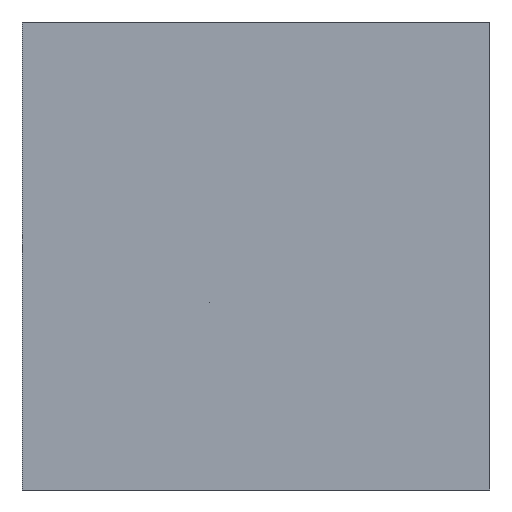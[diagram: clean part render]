
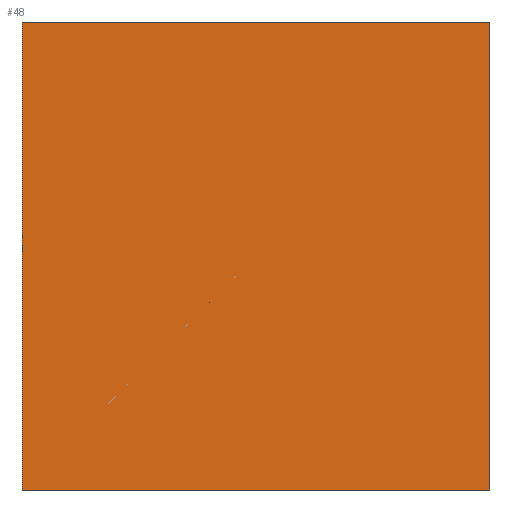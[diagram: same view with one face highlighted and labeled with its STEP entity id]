
A CAD part, front view. The second image highlights one B-rep face of the part: STEP entity #48.
In plain terms, the highlighted planar face has unit normal (0, -1, 0).
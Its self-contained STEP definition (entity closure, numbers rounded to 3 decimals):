
#3 = VECTOR ( 'NONE', #204, 1000. ) ;
#5 = VECTOR ( 'NONE', #215, 1000. ) ;
#6 = LINE ( 'NONE', #178, #5 ) ;
#8 = LINE ( 'NONE', #201, #16 ) ;
#11 = LINE ( 'NONE', #234, #3 ) ;
#16 = VECTOR ( 'NONE', #253, 1000. ) ;
#48 = ADVANCED_FACE ( 'NONE', ( #352 ), #243, .F. ) ;
#67 = EDGE_CURVE ( 'NONE', #258, #138, #11, .T. ) ;
#69 = EDGE_CURVE ( 'NONE', #154, #258, #6, .T. ) ;
#70 = EDGE_CURVE ( 'NONE', #138, #163, #8, .T. ) ;
#82 = LINE ( 'NONE', #183, #87 ) ;
#87 = VECTOR ( 'NONE', #188, 1000. ) ;
#97 = EDGE_CURVE ( 'NONE', #163, #154, #82, .T. ) ;
#106 = AXIS2_PLACEMENT_3D ( 'NONE', #156, #281, #198 ) ;
#138 = VERTEX_POINT ( 'NONE', #195 ) ;
#154 = VERTEX_POINT ( 'NONE', #179 ) ;
#156 = CARTESIAN_POINT ( 'NONE',  ( -25., 0., 25. ) ) ;
#163 = VERTEX_POINT ( 'NONE', #184 ) ;
#178 = CARTESIAN_POINT ( 'NONE',  ( -25., 0., 25. ) ) ;
#179 = CARTESIAN_POINT ( 'NONE',  ( -25., 0., 25. ) ) ;
#183 = CARTESIAN_POINT ( 'NONE',  ( -25., 0., -25. ) ) ;
#184 = CARTESIAN_POINT ( 'NONE',  ( -25., 0., -25. ) ) ;
#188 = DIRECTION ( 'NONE',  ( 0., 0., 1. ) ) ;
#195 = CARTESIAN_POINT ( 'NONE',  ( 25., 0., -25. ) ) ;
#198 = DIRECTION ( 'NONE',  ( 0., 0., 1. ) ) ;
#201 = CARTESIAN_POINT ( 'NONE',  ( -25., 0., -25. ) ) ;
#204 = DIRECTION ( 'NONE',  ( 0., 0., -1. ) ) ;
#215 = DIRECTION ( 'NONE',  ( 1., 0., 0. ) ) ;
#234 = CARTESIAN_POINT ( 'NONE',  ( 25., 0., -25. ) ) ;
#243 = PLANE ( 'NONE',  #106 ) ;
#253 = DIRECTION ( 'NONE',  ( -1., 0., 0. ) ) ;
#258 = VERTEX_POINT ( 'NONE', #277 ) ;
#277 = CARTESIAN_POINT ( 'NONE',  ( 25., 0., 25. ) ) ;
#281 = DIRECTION ( 'NONE',  ( 0., 1., 0. ) ) ;
#306 = EDGE_LOOP ( 'NONE', ( #320, #309, #330, #331 ) ) ;
#309 = ORIENTED_EDGE ( 'NONE', *, *, #70, .F. ) ;
#320 = ORIENTED_EDGE ( 'NONE', *, *, #97, .F. ) ;
#330 = ORIENTED_EDGE ( 'NONE', *, *, #67, .F. ) ;
#331 = ORIENTED_EDGE ( 'NONE', *, *, #69, .F. ) ;
#352 = FACE_OUTER_BOUND ( 'NONE', #306, .T. ) ;
